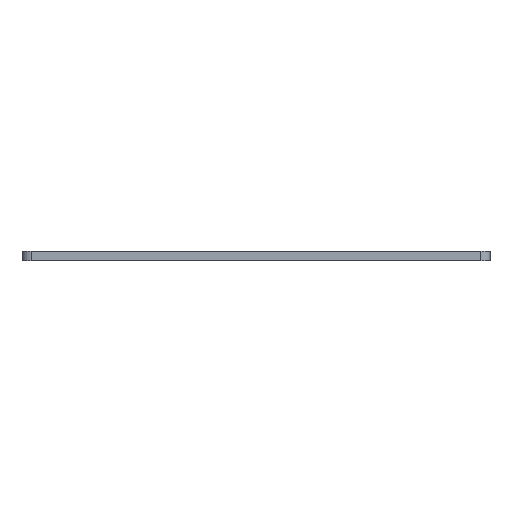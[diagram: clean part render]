
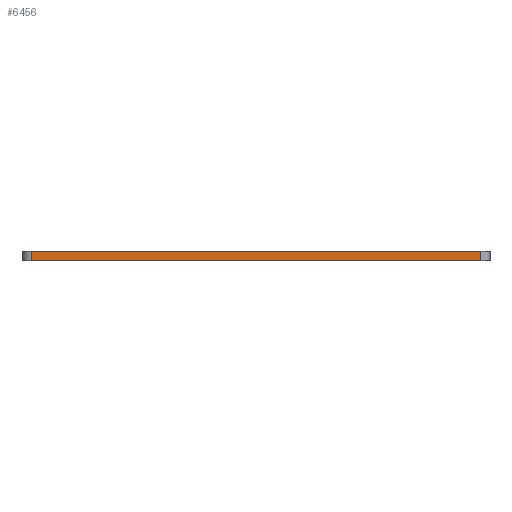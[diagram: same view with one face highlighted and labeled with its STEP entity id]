
A CAD part, front view. The second image highlights one B-rep face of the part: STEP entity #6456.
In plain terms, the highlighted planar face has unit normal (0, -1, 0).
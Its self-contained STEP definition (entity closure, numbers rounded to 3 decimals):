
#858=FACE_OUTER_BOUND('',#1172,.T.);
#1172=EDGE_LOOP('',(#5339,#5340,#5341,#5342));
#1900=LINE('',#11234,#2540);
#1901=LINE('',#11237,#2541);
#1902=LINE('',#11239,#2542);
#1903=LINE('',#11240,#2543);
#2540=VECTOR('',#8832,10.);
#2541=VECTOR('',#8835,10.);
#2542=VECTOR('',#8836,10.);
#2543=VECTOR('',#8837,10.);
#3165=VERTEX_POINT('',#11230);
#3166=VERTEX_POINT('',#11232);
#3167=VERTEX_POINT('',#11236);
#3168=VERTEX_POINT('',#11238);
#4096=EDGE_CURVE('',#3165,#3166,#1900,.T.);
#4097=EDGE_CURVE('',#3167,#3165,#1901,.T.);
#4098=EDGE_CURVE('',#3168,#3166,#1902,.T.);
#4099=EDGE_CURVE('',#3167,#3168,#1903,.T.);
#5339=ORIENTED_EDGE('',*,*,#4097,.T.);
#5340=ORIENTED_EDGE('',*,*,#4096,.T.);
#5341=ORIENTED_EDGE('',*,*,#4098,.F.);
#5342=ORIENTED_EDGE('',*,*,#4099,.F.);
#6144=PLANE('',#7048);
#6456=ADVANCED_FACE('',(#858),#6144,.T.);
#7048=AXIS2_PLACEMENT_3D('',#11235,#8833,#8834);
#8832=DIRECTION('',(0.,0.,1.));
#8833=DIRECTION('center_axis',(0.,-1.,0.));
#8834=DIRECTION('ref_axis',(1.,0.,0.));
#8835=DIRECTION('',(1.,0.,0.));
#8836=DIRECTION('',(1.,0.,0.));
#8837=DIRECTION('',(0.,0.,1.));
#11230=CARTESIAN_POINT('',(47.75,-13.2,21.5));
#11232=CARTESIAN_POINT('',(47.75,-13.2,23.5));
#11234=CARTESIAN_POINT('',(47.75,-13.2,21.5));
#11235=CARTESIAN_POINT('Origin',(-48.,-13.2,21.5));
#11236=CARTESIAN_POINT('',(-48.,-13.2,21.5));
#11237=CARTESIAN_POINT('',(-48.,-13.2,21.5));
#11238=CARTESIAN_POINT('',(-48.,-13.2,23.5));
#11239=CARTESIAN_POINT('',(-48.,-13.2,23.5));
#11240=CARTESIAN_POINT('',(-48.,-13.2,21.5));
